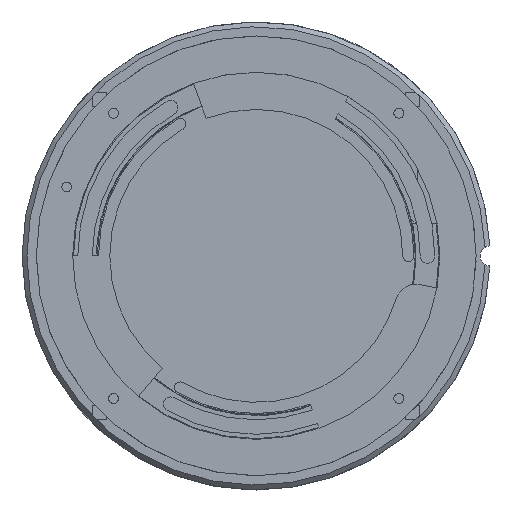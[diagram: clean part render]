
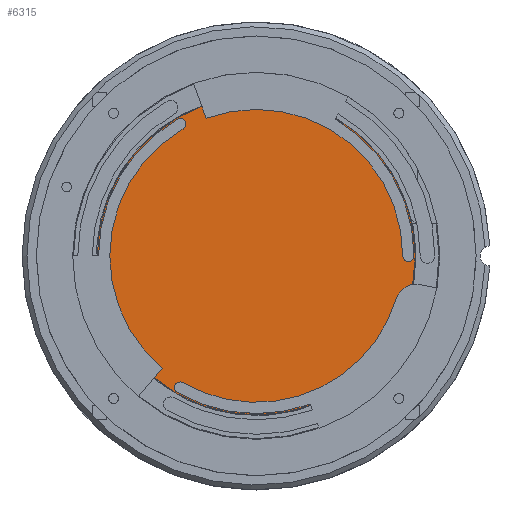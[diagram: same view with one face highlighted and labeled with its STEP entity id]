
A CAD part, top view. The second image highlights one B-rep face of the part: STEP entity #6315.
In plain terms, the highlighted planar face has unit normal (0, 0, 1).
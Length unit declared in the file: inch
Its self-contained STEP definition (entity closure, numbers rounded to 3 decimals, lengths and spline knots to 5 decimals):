
#238=PLANE('',#6881);
#569=FACE_OUTER_BOUND('',#1004,.T.);
#1004=EDGE_LOOP('',(#5186));
#2626=CIRCLE('',#6714,0.98514);
#3013=VERTEX_POINT('',#9714);
#3694=EDGE_CURVE('',#3013,#3013,#2626,.T.);
#5186=ORIENTED_EDGE('',*,*,#3694,.T.);
#6315=ADVANCED_FACE('',(#569),#238,.T.);
#6714=AXIS2_PLACEMENT_3D('',#9716,#7723,#7724);
#6881=AXIS2_PLACEMENT_3D('',#10072,#8136,#8137);
#7723=DIRECTION('center_axis',(0.,0.,1.));
#7724=DIRECTION('ref_axis',(-1.,0.,0.));
#8136=DIRECTION('center_axis',(0.,0.,1.));
#8137=DIRECTION('ref_axis',(1.,0.,0.));
#9714=CARTESIAN_POINT('',(-0.98514,0.,-0.03198));
#9716=CARTESIAN_POINT('Origin',(0.,0.,-0.03198));
#10072=CARTESIAN_POINT('Origin',(0.,0.,-0.03198));
